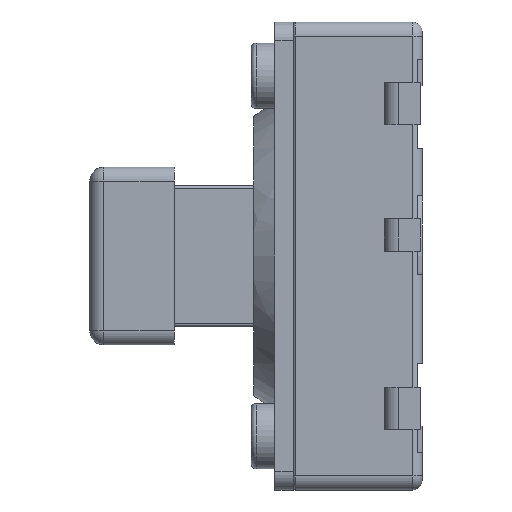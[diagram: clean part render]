
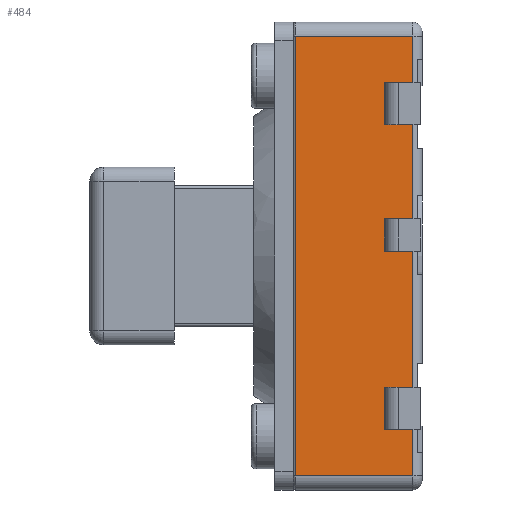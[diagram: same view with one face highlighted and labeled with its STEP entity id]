
A CAD part, left-side view. The second image highlights one B-rep face of the part: STEP entity #484.
In plain terms, the highlighted planar face has unit normal (-1, 0, 0).
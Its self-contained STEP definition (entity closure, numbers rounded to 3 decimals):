
#484=ADVANCED_FACE('NONE',(#1118,#1119,#1120,#1121),#1122,.F.);
#1118=FACE_OUTER_BOUND('',#1906,.T.);
#1119=FACE_BOUND('',#1907,.T.);
#1120=FACE_BOUND('',#1908,.T.);
#1121=FACE_BOUND('',#1909,.T.);
#1122=PLANE('',#1910);
#1906=EDGE_LOOP('',(#3340,#3341,#3342,#3343));
#1907=EDGE_LOOP('',(#3344,#3345,#3346,#3347));
#1908=EDGE_LOOP('',(#3348,#3349,#3350,#3351));
#1909=EDGE_LOOP('',(#3352,#3353,#3354,#3355));
#1910=AXIS2_PLACEMENT_3D('',#3356,#3357,#3358);
#3340=ORIENTED_EDGE('',*,*,#4826,.F.);
#3341=ORIENTED_EDGE('',*,*,#4767,.T.);
#3342=ORIENTED_EDGE('',*,*,#4833,.T.);
#3343=ORIENTED_EDGE('',*,*,#4841,.F.);
#3344=ORIENTED_EDGE('',*,*,#4954,.F.);
#3345=ORIENTED_EDGE('',*,*,#4955,.F.);
#3346=ORIENTED_EDGE('',*,*,#4956,.T.);
#3347=ORIENTED_EDGE('',*,*,#4957,.F.);
#3348=ORIENTED_EDGE('',*,*,#4958,.F.);
#3349=ORIENTED_EDGE('',*,*,#4959,.T.);
#3350=ORIENTED_EDGE('',*,*,#4960,.F.);
#3351=ORIENTED_EDGE('',*,*,#4961,.F.);
#3352=ORIENTED_EDGE('',*,*,#4962,.F.);
#3353=ORIENTED_EDGE('',*,*,#4963,.F.);
#3354=ORIENTED_EDGE('',*,*,#4964,.T.);
#3355=ORIENTED_EDGE('',*,*,#4965,.F.);
#3356=CARTESIAN_POINT('',(-5.0,2.75,0.0));
#3357=DIRECTION('',(1.0,0.0,-0.0));
#3358=DIRECTION('',(-0.0,1.0,0.0));
#4767=EDGE_CURVE('NONE',#5718,#5726,#5728,.T.);
#4826=EDGE_CURVE('NONE',#5718,#5810,#5820,.T.);
#4833=EDGE_CURVE('NONE',#5726,#5822,#5831,.T.);
#4841=EDGE_CURVE('NONE',#5810,#5822,#5839,.T.);
#4954=EDGE_CURVE('NONE',#5996,#5997,#5998,.T.);
#4955=EDGE_CURVE('NONE',#5999,#5996,#6000,.T.);
#4956=EDGE_CURVE('NONE',#5999,#6001,#6002,.T.);
#4957=EDGE_CURVE('NONE',#5997,#6001,#6003,.T.);
#4958=EDGE_CURVE('NONE',#6004,#6005,#6006,.T.);
#4959=EDGE_CURVE('NONE',#6004,#6007,#6008,.T.);
#4960=EDGE_CURVE('NONE',#6009,#6007,#6010,.T.);
#4961=EDGE_CURVE('NONE',#6005,#6009,#6011,.T.);
#4962=EDGE_CURVE('NONE',#6012,#6013,#6014,.T.);
#4963=EDGE_CURVE('NONE',#6015,#6012,#6016,.T.);
#4964=EDGE_CURVE('NONE',#6015,#6017,#6018,.T.);
#4965=EDGE_CURVE('NONE',#6013,#6017,#6019,.T.);
#5718=VERTEX_POINT('NONE',#6994);
#5726=VERTEX_POINT('NONE',#7002);
#5728=LINE('',#7004,#7005);
#5810=VERTEX_POINT('NONE',#7114);
#5820=LINE('',#7125,#7126);
#5822=VERTEX_POINT('NONE',#7128);
#5831=LINE('',#7137,#7138);
#5839=LINE('',#7152,#7153);
#5996=VERTEX_POINT('NONE',#7362);
#5997=VERTEX_POINT('NONE',#7363);
#5998=LINE('',#7364,#7365);
#5999=VERTEX_POINT('NONE',#7366);
#6000=LINE('',#7367,#7368);
#6001=VERTEX_POINT('NONE',#7369);
#6002=LINE('',#7370,#7371);
#6003=LINE('',#7372,#7373);
#6004=VERTEX_POINT('NONE',#7374);
#6005=VERTEX_POINT('NONE',#7375);
#6006=LINE('',#7376,#7377);
#6007=VERTEX_POINT('NONE',#7378);
#6008=LINE('',#7379,#7380);
#6009=VERTEX_POINT('NONE',#7381);
#6010=LINE('',#7382,#7383);
#6011=LINE('',#7384,#7385);
#6012=VERTEX_POINT('NONE',#7386);
#6013=VERTEX_POINT('NONE',#7387);
#6014=LINE('',#7388,#7389);
#6015=VERTEX_POINT('NONE',#7390);
#6016=LINE('',#7391,#7392);
#6017=VERTEX_POINT('NONE',#7393);
#6018=LINE('',#7394,#7395);
#6019=LINE('',#7396,#7397);
#6994=CARTESIAN_POINT('',(-5.0,2.7,4.7));
#7002=CARTESIAN_POINT('',(-5.0,2.7,-4.7));
#7004=CARTESIAN_POINT('',(-5.0,2.7,0.0));
#7005=VECTOR('',#8479,1000.0);
#7114=CARTESIAN_POINT('',(-5.0,0.2,4.7));
#7125=CARTESIAN_POINT('',(-5.0,2.75,4.7));
#7126=VECTOR('',#8556,1000.0);
#7128=CARTESIAN_POINT('',(-5.0,0.2,-4.7));
#7137=CARTESIAN_POINT('',(-5.0,2.75,-4.7));
#7138=VECTOR('',#8569,1000.0);
#7152=CARTESIAN_POINT('',(-5.0,0.2,-4.7));
#7153=VECTOR('',#8576,1000.0);
#7362=CARTESIAN_POINT('',(-5.0,0.51,2.8));
#7363=CARTESIAN_POINT('',(-5.0,0.51,3.7));
#7364=CARTESIAN_POINT('',(-5.0,0.51,0.0));
#7365=VECTOR('',#8707,1000.0);
#7366=CARTESIAN_POINT('',(-5.0,0.805,2.8));
#7367=CARTESIAN_POINT('',(-5.0,2.75,2.8));
#7368=VECTOR('',#8708,1000.0);
#7369=CARTESIAN_POINT('',(-5.0,0.805,3.7));
#7370=CARTESIAN_POINT('',(-5.0,0.805,0.0));
#7371=VECTOR('',#8709,1000.0);
#7372=CARTESIAN_POINT('',(-5.0,2.75,3.7));
#7373=VECTOR('',#8710,1000.0);
#7374=CARTESIAN_POINT('',(-5.0,0.51,0.8));
#7375=CARTESIAN_POINT('',(-5.0,0.805,0.8));
#7376=CARTESIAN_POINT('',(-5.0,2.75,0.8));
#7377=VECTOR('',#8711,1000.0);
#7378=CARTESIAN_POINT('',(-5.0,0.51,0.1));
#7379=CARTESIAN_POINT('',(-5.0,0.51,0.0));
#7380=VECTOR('',#8712,1000.0);
#7381=CARTESIAN_POINT('',(-5.0,0.805,0.1));
#7382=CARTESIAN_POINT('',(-5.0,2.75,0.1));
#7383=VECTOR('',#8713,1000.0);
#7384=CARTESIAN_POINT('',(-5.0,0.805,0.0));
#7385=VECTOR('',#8714,1000.0);
#7386=CARTESIAN_POINT('',(-5.0,0.51,-3.7));
#7387=CARTESIAN_POINT('',(-5.0,0.51,-2.8));
#7388=CARTESIAN_POINT('',(-5.0,0.51,0.0));
#7389=VECTOR('',#8715,1000.0);
#7390=CARTESIAN_POINT('',(-5.0,0.805,-3.7));
#7391=CARTESIAN_POINT('',(-5.0,2.75,-3.7));
#7392=VECTOR('',#8716,1000.0);
#7393=CARTESIAN_POINT('',(-5.0,0.805,-2.8));
#7394=CARTESIAN_POINT('',(-5.0,0.805,0.0));
#7395=VECTOR('',#8717,1000.0);
#7396=CARTESIAN_POINT('',(-5.0,2.75,-2.8));
#7397=VECTOR('',#8718,1000.0);
#8479=DIRECTION('',(0.0,0.0,-1.0));
#8556=DIRECTION('',(0.0,-1.0,0.0));
#8569=DIRECTION('',(0.0,-1.0,-0.0));
#8576=DIRECTION('',(0.0,0.0,-1.0));
#8707=DIRECTION('',(0.0,0.0,1.0));
#8708=DIRECTION('',(0.0,-1.0,0.0));
#8709=DIRECTION('',(0.0,0.0,1.0));
#8710=DIRECTION('',(-0.0,1.0,0.0));
#8711=DIRECTION('',(-0.0,1.0,0.0));
#8712=DIRECTION('',(0.0,0.0,-1.0));
#8713=DIRECTION('',(0.0,-1.0,0.0));
#8714=DIRECTION('',(0.0,0.0,-1.0));
#8715=DIRECTION('',(0.0,0.0,1.0));
#8716=DIRECTION('',(0.0,-1.0,0.0));
#8717=DIRECTION('',(0.0,0.0,1.0));
#8718=DIRECTION('',(-0.0,1.0,0.0));
